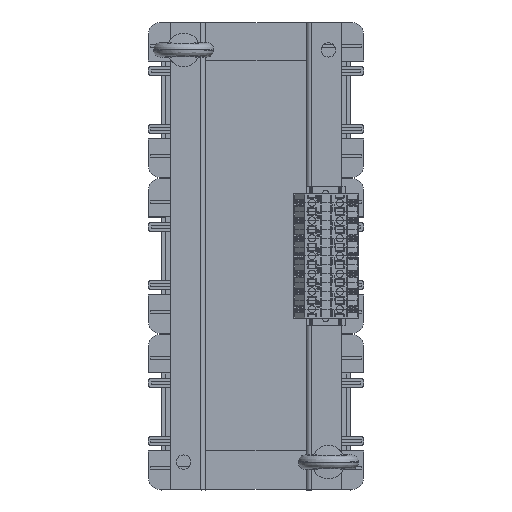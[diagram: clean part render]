
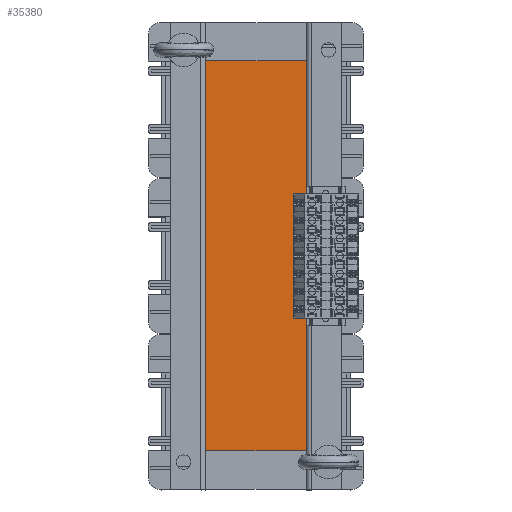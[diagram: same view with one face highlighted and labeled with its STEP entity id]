
A CAD part, left-side view. The second image highlights one B-rep face of the part: STEP entity #35380.
In plain terms, the highlighted planar face has unit normal (-1, 0, 0).
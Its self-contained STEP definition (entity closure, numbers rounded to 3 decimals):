
#4369=FACE_OUTER_BOUND('',#6383,.T.);
#6383=EDGE_LOOP('',(#23944,#23945,#23946,#23947));
#8480=LINE('',#51575,#12003);
#8488=LINE('',#51590,#12011);
#8489=LINE('',#51592,#12012);
#8490=LINE('',#51593,#12013);
#12003=VECTOR('',#41230,10.);
#12011=VECTOR('',#41242,10.);
#12012=VECTOR('',#41245,10.);
#12013=VECTOR('',#41246,10.);
#15524=VERTEX_POINT('',#51572);
#15525=VERTEX_POINT('',#51574);
#15529=VERTEX_POINT('',#51586);
#15530=VERTEX_POINT('',#51588);
#18762=EDGE_CURVE('',#15524,#15525,#8480,.T.);
#18770=EDGE_CURVE('',#15529,#15530,#8488,.T.);
#18771=EDGE_CURVE('',#15524,#15529,#8489,.T.);
#18772=EDGE_CURVE('',#15525,#15530,#8490,.T.);
#23944=ORIENTED_EDGE('',*,*,#18771,.T.);
#23945=ORIENTED_EDGE('',*,*,#18770,.T.);
#23946=ORIENTED_EDGE('',*,*,#18772,.F.);
#23947=ORIENTED_EDGE('',*,*,#18762,.F.);
#34201=PLANE('',#37762);
#35380=ADVANCED_FACE('',(#4369),#34201,.T.);
#37762=AXIS2_PLACEMENT_3D('',#51591,#41243,#41244);
#41230=DIRECTION('',(0.,1.,0.));
#41242=DIRECTION('',(0.,1.,0.));
#41243=DIRECTION('center_axis',(-1.,0.,0.));
#41244=DIRECTION('ref_axis',(0.,0.,1.));
#41245=DIRECTION('',(0.,0.,1.));
#41246=DIRECTION('',(0.,0.,1.));
#51572=CARTESIAN_POINT('',(-350.,0.,0.));
#51574=CARTESIAN_POINT('',(-350.,90.,0.));
#51575=CARTESIAN_POINT('',(-350.,0.,0.));
#51586=CARTESIAN_POINT('',(-350.,0.,350.));
#51588=CARTESIAN_POINT('',(-350.,90.,350.));
#51590=CARTESIAN_POINT('',(-350.,0.,350.));
#51591=CARTESIAN_POINT('Origin',(-350.,0.,0.));
#51592=CARTESIAN_POINT('',(-350.,0.,0.));
#51593=CARTESIAN_POINT('',(-350.,90.,0.));
